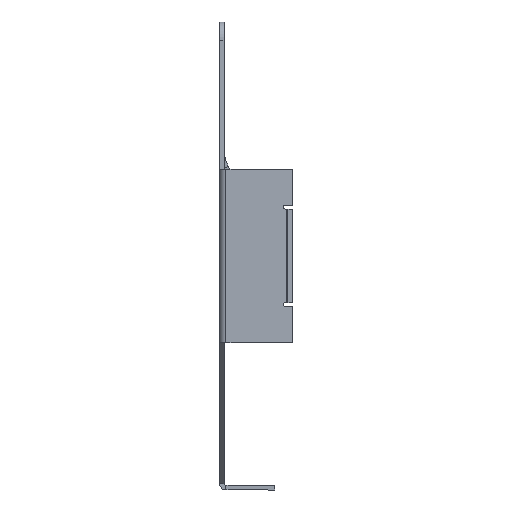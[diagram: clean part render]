
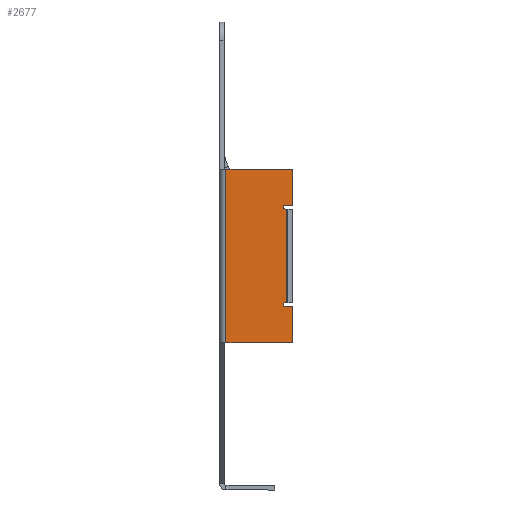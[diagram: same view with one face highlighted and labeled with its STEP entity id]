
A CAD part, left-side view. The second image highlights one B-rep face of the part: STEP entity #2677.
In plain terms, the highlighted planar face has unit normal (-1, 0, 0).
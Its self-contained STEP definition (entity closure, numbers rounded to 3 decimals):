
#9 = CARTESIAN_POINT ( 'NONE',  ( -12.7, 0.4, 2.65 ) ) ;
#54 = CARTESIAN_POINT ( 'NONE',  ( -12.7, 0.4, -2.73 ) ) ;
#71 = DIRECTION ( 'NONE',  ( -1., 0., 0. ) ) ;
#78 = ORIENTED_EDGE ( 'NONE', *, *, #3063, .F. ) ;
#83 = DIRECTION ( 'NONE',  ( 0., 1., 0. ) ) ;
#125 = DIRECTION ( 'NONE',  ( 1., 0., 0. ) ) ;
#129 = DIRECTION ( 'NONE',  ( 0., -1., 0. ) ) ;
#198 = LINE ( 'NONE', #1211, #2221 ) ;
#256 = LINE ( 'NONE', #3121, #2880 ) ;
#275 = DIRECTION ( 'NONE',  ( 0., 0., -1. ) ) ;
#295 = VECTOR ( 'NONE', #996, 1000. ) ;
#315 = DIRECTION ( 'NONE',  ( 0., -1., 0. ) ) ;
#330 = EDGE_CURVE ( 'NONE', #3222, #2581, #1874, .T. ) ;
#336 = AXIS2_PLACEMENT_3D ( 'NONE', #3079, #71, #315 ) ;
#374 = VECTOR ( 'NONE', #3558, 1000. ) ;
#385 = EDGE_CURVE ( 'NONE', #2773, #862, #1130, .T. ) ;
#389 = DIRECTION ( 'NONE',  ( 0., -1., 0. ) ) ;
#393 = CARTESIAN_POINT ( 'NONE',  ( -12.7, 0.4, -2.63 ) ) ;
#444 = DIRECTION ( 'NONE',  ( 0., -1., 0. ) ) ;
#464 = VERTEX_POINT ( 'NONE', #730 ) ;
#471 = CARTESIAN_POINT ( 'NONE',  ( -12.7, 0.4, 2.65 ) ) ;
#487 = VERTEX_POINT ( 'NONE', #3567 ) ;
#496 = CARTESIAN_POINT ( 'NONE',  ( -12.7, 0.4, 2.75 ) ) ;
#562 = CARTESIAN_POINT ( 'NONE',  ( -12.7, 0., 4.72 ) ) ;
#600 = CARTESIAN_POINT ( 'NONE',  ( -12.7, 3.71, 4.72 ) ) ;
#606 = LINE ( 'NONE', #1481, #2717 ) ;
#608 = EDGE_CURVE ( 'NONE', #625, #3222, #1686, .T. ) ;
#625 = VERTEX_POINT ( 'NONE', #1993 ) ;
#702 = EDGE_CURVE ( 'NONE', #487, #720, #198, .T. ) ;
#714 = DIRECTION ( 'NONE',  ( 0., -1., 0. ) ) ;
#720 = VERTEX_POINT ( 'NONE', #2584 ) ;
#730 = CARTESIAN_POINT ( 'NONE',  ( -12.7, 0., -2.73 ) ) ;
#795 = VERTEX_POINT ( 'NONE', #2336 ) ;
#843 = DIRECTION ( 'NONE',  ( 0., -1., 0. ) ) ;
#844 = CARTESIAN_POINT ( 'NONE',  ( -12.7, 0., 4.72 ) ) ;
#862 = VERTEX_POINT ( 'NONE', #496 ) ;
#878 = DIRECTION ( 'NONE',  ( 0., -1., 0. ) ) ;
#895 = EDGE_CURVE ( 'NONE', #1235, #487, #3545, .T. ) ;
#900 = VECTOR ( 'NONE', #920, 1000. ) ;
#917 = EDGE_CURVE ( 'NONE', #1844, #2773, #3169, .T. ) ;
#920 = DIRECTION ( 'NONE',  ( 0., 0., -1. ) ) ;
#922 = ORIENTED_EDGE ( 'NONE', *, *, #895, .F. ) ;
#964 = CARTESIAN_POINT ( 'NONE',  ( -12.7, 0., 2.75 ) ) ;
#967 = ORIENTED_EDGE ( 'NONE', *, *, #2046, .F. ) ;
#988 = LINE ( 'NONE', #1324, #374 ) ;
#996 = DIRECTION ( 'NONE',  ( 0., 1., 0. ) ) ;
#1079 = CARTESIAN_POINT ( 'NONE',  ( -12.7, 3.61, -4.7 ) ) ;
#1130 = LINE ( 'NONE', #964, #295 ) ;
#1146 = AXIS2_PLACEMENT_3D ( 'NONE', #9, #3324, #843 ) ;
#1211 = CARTESIAN_POINT ( 'NONE',  ( -12.7, 0.4, 2.55 ) ) ;
#1217 = FACE_OUTER_BOUND ( 'NONE', #2505, .T. ) ;
#1235 = VERTEX_POINT ( 'NONE', #1634 ) ;
#1242 = LINE ( 'NONE', #600, #3310 ) ;
#1243 = EDGE_CURVE ( 'NONE', #795, #1844, #1242, .T. ) ;
#1265 = AXIS2_PLACEMENT_3D ( 'NONE', #471, #1873, #444 ) ;
#1309 = AXIS2_PLACEMENT_3D ( 'NONE', #393, #2327, #714 ) ;
#1312 = LINE ( 'NONE', #1449, #3022 ) ;
#1324 = CARTESIAN_POINT ( 'NONE',  ( -12.7, 3.61, 4.72 ) ) ;
#1419 = CARTESIAN_POINT ( 'NONE',  ( -12.7, 0., -4.7 ) ) ;
#1434 = VECTOR ( 'NONE', #2250, 1000. ) ;
#1448 = ORIENTED_EDGE ( 'NONE', *, *, #1964, .F. ) ;
#1449 = CARTESIAN_POINT ( 'NONE',  ( -12.7, 0.35, 2.55 ) ) ;
#1481 = CARTESIAN_POINT ( 'NONE',  ( -12.7, 0.4, -2.73 ) ) ;
#1534 = CARTESIAN_POINT ( 'NONE',  ( -12.7, 0., 0. ) ) ;
#1634 = CARTESIAN_POINT ( 'NONE',  ( -12.7, 0.5, 2.65 ) ) ;
#1686 = CIRCLE ( 'NONE', #336, 0.1 ) ;
#1844 = VERTEX_POINT ( 'NONE', #844 ) ;
#1855 = ORIENTED_EDGE ( 'NONE', *, *, #702, .F. ) ;
#1873 = DIRECTION ( 'NONE',  ( -1., 0., 0. ) ) ;
#1874 = CIRCLE ( 'NONE', #1309, 0.1 ) ;
#1960 = ORIENTED_EDGE ( 'NONE', *, *, #608, .F. ) ;
#1964 = EDGE_CURVE ( 'NONE', #720, #2640, #1312, .T. ) ;
#1993 = CARTESIAN_POINT ( 'NONE',  ( -12.7, 0.4, -2.53 ) ) ;
#2024 = ORIENTED_EDGE ( 'NONE', *, *, #3034, .F. ) ;
#2046 = EDGE_CURVE ( 'NONE', #2581, #464, #606, .T. ) ;
#2078 = EDGE_CURVE ( 'NONE', #3056, #2338, #256, .T. ) ;
#2100 = ORIENTED_EDGE ( 'NONE', *, *, #917, .F. ) ;
#2120 = ORIENTED_EDGE ( 'NONE', *, *, #2078, .F. ) ;
#2178 = CIRCLE ( 'NONE', #1265, 0.1 ) ;
#2181 = VECTOR ( 'NONE', #275, 1000. ) ;
#2221 = VECTOR ( 'NONE', #389, 1000. ) ;
#2250 = DIRECTION ( 'NONE',  ( 0., 1., 0. ) ) ;
#2303 = PLANE ( 'NONE',  #3433 ) ;
#2327 = DIRECTION ( 'NONE',  ( -1., 0., 0. ) ) ;
#2335 = EDGE_CURVE ( 'NONE', #2338, #795, #988, .T. ) ;
#2336 = CARTESIAN_POINT ( 'NONE',  ( -12.7, 3.61, 4.72 ) ) ;
#2337 = ORIENTED_EDGE ( 'NONE', *, *, #1243, .F. ) ;
#2338 = VERTEX_POINT ( 'NONE', #1079 ) ;
#2395 = CARTESIAN_POINT ( 'NONE',  ( -12.7, 0., 2.75 ) ) ;
#2437 = ORIENTED_EDGE ( 'NONE', *, *, #330, .F. ) ;
#2505 = EDGE_LOOP ( 'NONE', ( #3482, #2100, #2337, #3443, #2120, #2024, #967, #2437, #1960, #78, #1448, #1855, #922, #3395 ) ) ;
#2539 = LINE ( 'NONE', #2765, #1434 ) ;
#2581 = VERTEX_POINT ( 'NONE', #54 ) ;
#2584 = CARTESIAN_POINT ( 'NONE',  ( -12.7, 0.35, 2.55 ) ) ;
#2609 = DIRECTION ( 'NONE',  ( 0., 1., 0. ) ) ;
#2640 = VERTEX_POINT ( 'NONE', #3083 ) ;
#2677 = ADVANCED_FACE ( 'NONE', ( #1217 ), #2303, .F. ) ;
#2717 = VECTOR ( 'NONE', #129, 1000. ) ;
#2765 = CARTESIAN_POINT ( 'NONE',  ( -12.7, 0.35, -2.53 ) ) ;
#2773 = VERTEX_POINT ( 'NONE', #2395 ) ;
#2774 = CARTESIAN_POINT ( 'NONE',  ( -12.7, 0., 4.72 ) ) ;
#2813 = DIRECTION ( 'NONE',  ( 0., 0., -1. ) ) ;
#2880 = VECTOR ( 'NONE', #83, 1000. ) ;
#2914 = LINE ( 'NONE', #2774, #2181 ) ;
#3022 = VECTOR ( 'NONE', #2813, 1000. ) ;
#3034 = EDGE_CURVE ( 'NONE', #464, #3056, #2914, .T. ) ;
#3056 = VERTEX_POINT ( 'NONE', #1419 ) ;
#3063 = EDGE_CURVE ( 'NONE', #2640, #625, #2539, .T. ) ;
#3079 = CARTESIAN_POINT ( 'NONE',  ( -12.7, 0.4, -2.63 ) ) ;
#3083 = CARTESIAN_POINT ( 'NONE',  ( -12.7, 0.35, -2.53 ) ) ;
#3095 = CARTESIAN_POINT ( 'NONE',  ( -12.7, 0.5, -2.63 ) ) ;
#3121 = CARTESIAN_POINT ( 'NONE',  ( -12.7, 0., -4.7 ) ) ;
#3169 = LINE ( 'NONE', #562, #900 ) ;
#3222 = VERTEX_POINT ( 'NONE', #3095 ) ;
#3244 = EDGE_CURVE ( 'NONE', #862, #1235, #2178, .T. ) ;
#3310 = VECTOR ( 'NONE', #878, 1000. ) ;
#3324 = DIRECTION ( 'NONE',  ( -1., 0., 0. ) ) ;
#3395 = ORIENTED_EDGE ( 'NONE', *, *, #3244, .F. ) ;
#3433 = AXIS2_PLACEMENT_3D ( 'NONE', #1534, #125, #2609 ) ;
#3443 = ORIENTED_EDGE ( 'NONE', *, *, #2335, .F. ) ;
#3482 = ORIENTED_EDGE ( 'NONE', *, *, #385, .F. ) ;
#3545 = CIRCLE ( 'NONE', #1146, 0.1 ) ;
#3558 = DIRECTION ( 'NONE',  ( 0., 0., 1. ) ) ;
#3567 = CARTESIAN_POINT ( 'NONE',  ( -12.7, 0.4, 2.55 ) ) ;
